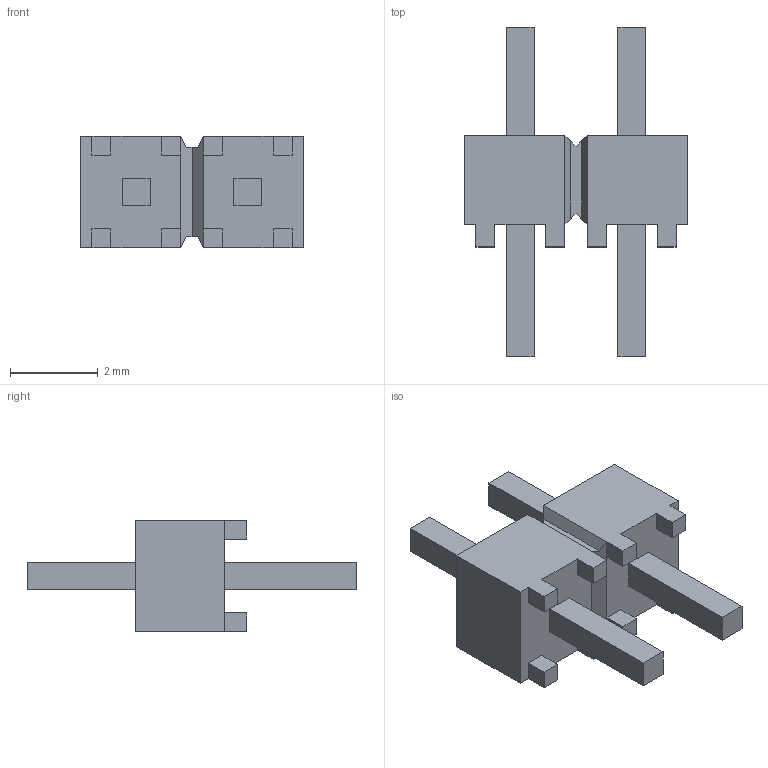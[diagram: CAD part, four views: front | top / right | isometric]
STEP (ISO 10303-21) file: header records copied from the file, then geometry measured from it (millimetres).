
FILE_DESCRIPTION(('FreeCAD Model'),'2;1');
FILE_NAME('Open CASCADE Shape Model','2025-09-18T12:42:07',('Author'),( ''),'Open CASCADE STEP processor 7.8','FreeCAD','Unknown');
FILE_SCHEMA(('AUTOMOTIVE_DESIGN { 1 0 10303 214 1 1 1 1 }'));
Length unit declared in the file: millimetre
Products named in the file (3): MTSW-102-07-T-S-150; MTSW-102-07-T-S-150_body; Common
Assembly tree (2 placements, depth 2):
  MTSW-102-07-T-S-150
    MTSW-102-07-T-S-150_body
    Common
Bounding box: 5.08 x 7.5 x 2.54 mm (x, y, z)
Volume: 31 mm3; surface area: 118.7 mm2
Topology: 2 solids, 2 shells, 86 faces, 222 edges, 144 vertices
Faces by surface type: plane 86
Entity records: 2625 total; most frequent: CARTESIAN_POINT 455, ORIENTED_EDGE 444, DIRECTION 400, EDGE_CURVE 222, LINE 222, VECTOR 222, VERTEX_POINT 144, FACE_BOUND 94
